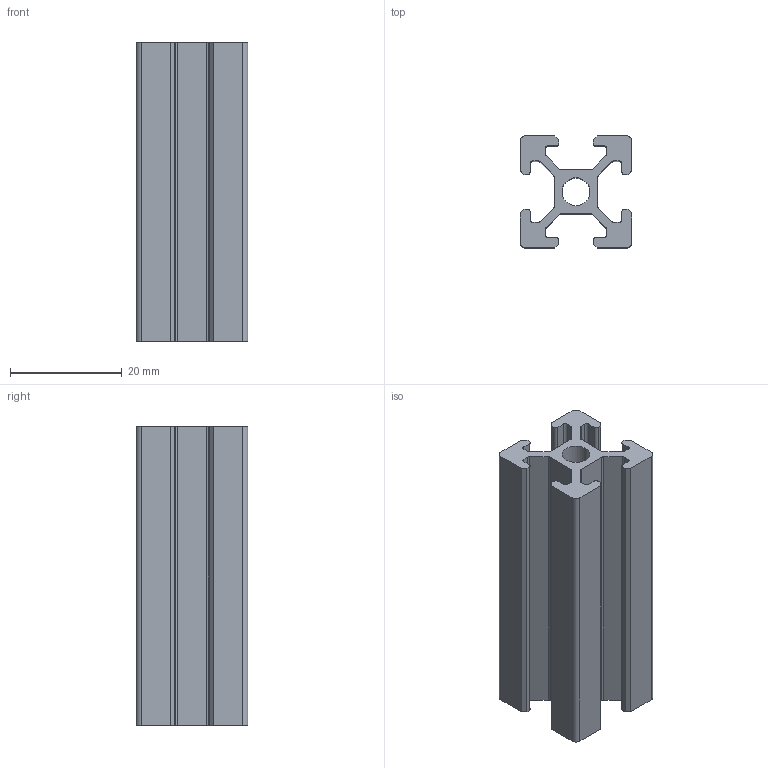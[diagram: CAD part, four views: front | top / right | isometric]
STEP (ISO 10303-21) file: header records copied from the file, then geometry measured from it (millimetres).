
FILE_DESCRIPTION (( 'STEP AP203' ), '1' );
FILE_NAME ('V-Slot 100mm_Default_sldprt.STEP', '2022-02-22T13:17:42', ( '' ), ( '' ), 'SwSTEP 2.0', 'SolidWorks 2021', '' );
FILE_SCHEMA (( 'CONFIG_CONTROL_DESIGN' ));
Length unit declared in the file: millimetre
Products named in the file (1): V-Slot 100mm_Default_sldprt
Bounding box: 20 x 20 x 53.31 mm (x, y, z)
Volume: 9174.5 mm3; surface area: 8962.5 mm2
Topology: 1 solids, 1 shells, 92 faces, 270 edges, 180 vertices
Faces by surface type: plane 54, cylinder 38
Entity records: 3151 total; most frequent: CARTESIAN_POINT 543, ORIENTED_EDGE 540, DIRECTION 532, EDGE_CURVE 270, LINE 194, VECTOR 194, VERTEX_POINT 180, AXIS2_PLACEMENT_3D 169
